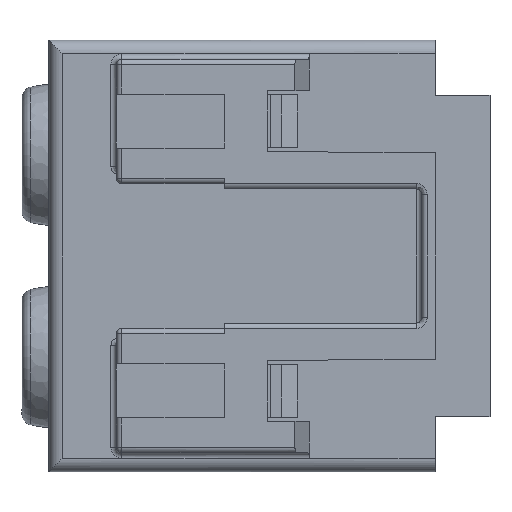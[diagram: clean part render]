
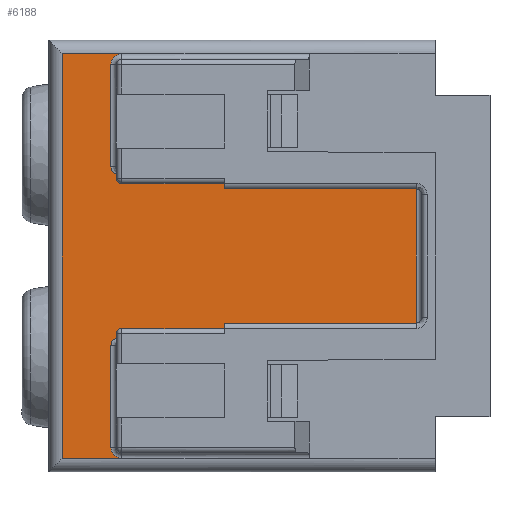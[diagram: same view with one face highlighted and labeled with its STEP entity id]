
A CAD part, left-side view. The second image highlights one B-rep face of the part: STEP entity #6188.
In plain terms, the highlighted planar face has unit normal (-1, 0, 0).
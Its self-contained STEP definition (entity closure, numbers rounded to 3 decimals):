
#116 = AXIS2_PLACEMENT_3D ( 'NONE', #7534, #7554, #7575 ) ;
#1598 = VERTEX_POINT ( 'NONE', #16981 ) ;
#1607 = VERTEX_POINT ( 'NONE', #16957 ) ;
#1636 = VERTEX_POINT ( 'NONE', #16963 ) ;
#1651 = VERTEX_POINT ( 'NONE', #16964 ) ;
#1795 = VERTEX_POINT ( 'NONE', #17163 ) ;
#1796 = VERTEX_POINT ( 'NONE', #17175 ) ;
#1797 = VERTEX_POINT ( 'NONE', #17169 ) ;
#1814 = VERTEX_POINT ( 'NONE', #17160 ) ;
#1829 = VERTEX_POINT ( 'NONE', #17153 ) ;
#1837 = VERTEX_POINT ( 'NONE', #17179 ) ;
#6188 = ADVANCED_FACE ( 'NONE', ( #7579 ), #7558, .F. ) ;
#7534 = CARTESIAN_POINT ( 'NONE',  ( 11.157, 42.85, -2.423 ) ) ;
#7554 = DIRECTION ( 'NONE',  ( 1., 0., 0. ) ) ;
#7558 = PLANE ( 'NONE',  #116 ) ;
#7575 = DIRECTION ( 'NONE',  ( 0., 0., -1. ) ) ;
#7579 = FACE_OUTER_BOUND ( 'NONE', #12205, .T. ) ;
#9006 = ORIENTED_EDGE ( 'NONE', *, *, #9351, .T. ) ;
#9015 = ORIENTED_EDGE ( 'NONE', *, *, #9345, .T. ) ;
#9024 = ORIENTED_EDGE ( 'NONE', *, *, #9382, .F. ) ;
#9026 = ORIENTED_EDGE ( 'NONE', *, *, #9383, .F. ) ;
#9043 = ORIENTED_EDGE ( 'NONE', *, *, #9394, .T. ) ;
#9045 = ORIENTED_EDGE ( 'NONE', *, *, #9761, .T. ) ;
#9265 = ORIENTED_EDGE ( 'NONE', *, *, #9375, .T. ) ;
#9285 = ORIENTED_EDGE ( 'NONE', *, *, #9553, .T. ) ;
#9286 = ORIENTED_EDGE ( 'NONE', *, *, #9366, .F. ) ;
#9287 = ORIENTED_EDGE ( 'NONE', *, *, #9770, .F. ) ;
#9295 = ORIENTED_EDGE ( 'NONE', *, *, #9389, .T. ) ;
#9312 = ORIENTED_EDGE ( 'NONE', *, *, #9398, .T. ) ;
#9313 = ORIENTED_EDGE ( 'NONE', *, *, #9602, .T. ) ;
#9329 = ORIENTED_EDGE ( 'NONE', *, *, #9763, .F. ) ;
#9336 = ORIENTED_EDGE ( 'NONE', *, *, #9350, .T. ) ;
#9339 = ORIENTED_EDGE ( 'NONE', *, *, #9349, .T. ) ;
#9345 = EDGE_CURVE ( 'NONE', #13768, #13767, #19759, .T. ) ;
#9349 = EDGE_CURVE ( 'NONE', #13747, #1796, #19824, .T. ) ;
#9350 = EDGE_CURVE ( 'NONE', #1796, #13768, #11145, .T. ) ;
#9351 = EDGE_CURVE ( 'NONE', #1837, #13771, #19828, .T. ) ;
#9366 = EDGE_CURVE ( 'NONE', #1837, #1814, #19860, .T. ) ;
#9375 = EDGE_CURVE ( 'NONE', #13737, #1829, #11297, .T. ) ;
#9382 = EDGE_CURVE ( 'NONE', #1795, #1607, #19911, .T. ) ;
#9383 = EDGE_CURVE ( 'NONE', #1797, #13771, #13512, .T. ) ;
#9389 = EDGE_CURVE ( 'NONE', #13772, #13747, #19890, .T. ) ;
#9394 = EDGE_CURVE ( 'NONE', #1829, #13772, #19955, .T. ) ;
#9398 = EDGE_CURVE ( 'NONE', #1797, #13737, #19954, .T. ) ;
#9553 = EDGE_CURVE ( 'NONE', #1598, #1607, #11896, .T. ) ;
#9602 = EDGE_CURVE ( 'NONE', #1651, #1636, #12320, .T. ) ;
#9761 = EDGE_CURVE ( 'NONE', #1795, #1814, #17290, .T. ) ;
#9763 = EDGE_CURVE ( 'NONE', #1651, #13767, #13495, .T. ) ;
#9770 = EDGE_CURVE ( 'NONE', #1598, #1636, #17329, .T. ) ;
#11142 = VECTOR ( 'NONE', #19861, 1000. ) ;
#11145 = CIRCLE ( 'NONE', #11273, 0.4 ) ;
#11148 = AXIS2_PLACEMENT_3D ( 'NONE', #19915, #19895, #19901 ) ;
#11164 = VECTOR ( 'NONE', #19817, 1000. ) ;
#11218 = VECTOR ( 'NONE', #19924, 1000. ) ;
#11228 = VECTOR ( 'NONE', #19961, 1000. ) ;
#11259 = VECTOR ( 'NONE', #19821, 1000. ) ;
#11273 = AXIS2_PLACEMENT_3D ( 'NONE', #19820, #19832, #19829 ) ;
#11297 = CIRCLE ( 'NONE', #11148, 0.4 ) ;
#11299 = VECTOR ( 'NONE', #19811, 1000. ) ;
#11330 = VECTOR ( 'NONE', #19964, 1000. ) ;
#11361 = VECTOR ( 'NONE', #19953, 1000. ) ;
#11896 = LINE ( 'NONE', #11969, #11921 ) ;
#11921 = VECTOR ( 'NONE', #11940, 1000. ) ;
#11940 = DIRECTION ( 'NONE',  ( 0., -1., 0. ) ) ;
#11969 = CARTESIAN_POINT ( 'NONE',  ( 11.157, 42.85, -12.971 ) ) ;
#11989 = VECTOR ( 'NONE', #12442, 1000. ) ;
#12205 = EDGE_LOOP ( 'NONE', ( #9285, #9024, #9045, #9286, #9006, #9026, #9312, #9265, #9043, #9295, #9339, #9336, #9015, #9329, #9313, #9287 ) ) ;
#12320 = LINE ( 'NONE', #12435, #11989 ) ;
#12435 = CARTESIAN_POINT ( 'NONE',  ( 11.157, 46.85, -13.173 ) ) ;
#12442 = DIRECTION ( 'NONE',  ( 0., -1., 0. ) ) ;
#12597 = VECTOR ( 'NONE', #17323, 1000. ) ;
#12681 = VECTOR ( 'NONE', #17273, 1000. ) ;
#13495 = B_SPLINE_CURVE_WITH_KNOTS ( 'NONE', 3,
 ( #17266, #17258, #17280, #17274 ),
 .UNSPECIFIED., .F., .F.,
 ( 4, 4 ),
 ( 0., 1. ),
 .UNSPECIFIED. ) ;
#13512 = B_SPLINE_CURVE_WITH_KNOTS ( 'NONE', 3,
 ( #19900, #19910, #19905, #19892 ),
 .UNSPECIFIED., .F., .F.,
 ( 4, 4 ),
 ( 0., 1. ),
 .UNSPECIFIED. ) ;
#13737 = VERTEX_POINT ( 'NONE', #17339 ) ;
#13747 = VERTEX_POINT ( 'NONE', #17313 ) ;
#13767 = VERTEX_POINT ( 'NONE', #17361 ) ;
#13768 = VERTEX_POINT ( 'NONE', #17366 ) ;
#13771 = VERTEX_POINT ( 'NONE', #17398 ) ;
#13772 = VERTEX_POINT ( 'NONE', #17389 ) ;
#16957 = CARTESIAN_POINT ( 'NONE',  ( 11.157, 29.73, -12.971 ) ) ;
#16963 = CARTESIAN_POINT ( 'NONE',  ( 11.157, 36.85, -13.173 ) ) ;
#16964 = CARTESIAN_POINT ( 'NONE',  ( 11.157, 40.65, -13.173 ) ) ;
#16981 = CARTESIAN_POINT ( 'NONE',  ( 11.157, 36.85, -12.971 ) ) ;
#17153 = CARTESIAN_POINT ( 'NONE',  ( 11.157, 40.65, -2.673 ) ) ;
#17160 = CARTESIAN_POINT ( 'NONE',  ( 11.157, 36.85, -7.375 ) ) ;
#17163 = CARTESIAN_POINT ( 'NONE',  ( 11.157, 29.73, -7.375 ) ) ;
#17169 = CARTESIAN_POINT ( 'NONE',  ( 11.157, 41.05, -6.857 ) ) ;
#17175 = CARTESIAN_POINT ( 'NONE',  ( 11.157, 40.65, -17.673 ) ) ;
#17179 = CARTESIAN_POINT ( 'NONE',  ( 11.157, 36.85, -7.173 ) ) ;
#17258 = CARTESIAN_POINT ( 'NONE',  ( 11.157, 40.84, -13.173 ) ) ;
#17260 = CARTESIAN_POINT ( 'NONE',  ( 11.157, 42.85, -7.375 ) ) ;
#17266 = CARTESIAN_POINT ( 'NONE',  ( 11.157, 40.65, -13.173 ) ) ;
#17273 = DIRECTION ( 'NONE',  ( 0., 1., 0. ) ) ;
#17274 = CARTESIAN_POINT ( 'NONE',  ( 11.157, 41.05, -13.489 ) ) ;
#17280 = CARTESIAN_POINT ( 'NONE',  ( 11.157, 41.05, -13.252 ) ) ;
#17290 = LINE ( 'NONE', #17260, #12681 ) ;
#17313 = CARTESIAN_POINT ( 'NONE',  ( 11.157, 42.849, -17.673 ) ) ;
#17317 = CARTESIAN_POINT ( 'NONE',  ( 11.157, 36.85, -2.423 ) ) ;
#17323 = DIRECTION ( 'NONE',  ( 0., 0., -1. ) ) ;
#17329 = LINE ( 'NONE', #17317, #12597 ) ;
#17339 = CARTESIAN_POINT ( 'NONE',  ( 11.157, 41.05, -3.073 ) ) ;
#17361 = CARTESIAN_POINT ( 'NONE',  ( 11.157, 41.05, -13.489 ) ) ;
#17366 = CARTESIAN_POINT ( 'NONE',  ( 11.157, 41.05, -17.273 ) ) ;
#17389 = CARTESIAN_POINT ( 'NONE',  ( 11.157, 42.849, -2.673 ) ) ;
#17398 = CARTESIAN_POINT ( 'NONE',  ( 11.157, 40.65, -7.173 ) ) ;
#19759 = LINE ( 'NONE', #19783, #11164 ) ;
#19783 = CARTESIAN_POINT ( 'NONE',  ( 11.157, 41.05, -2.423 ) ) ;
#19792 = CARTESIAN_POINT ( 'NONE',  ( 11.157, 40.85, -7.173 ) ) ;
#19811 = DIRECTION ( 'NONE',  ( 0., -1., 0. ) ) ;
#19817 = DIRECTION ( 'NONE',  ( 0., 0., 1. ) ) ;
#19820 = CARTESIAN_POINT ( 'NONE',  ( 11.157, 40.65, -17.273 ) ) ;
#19821 = DIRECTION ( 'NONE',  ( 0., 1., 0. ) ) ;
#19824 = LINE ( 'NONE', #19825, #11299 ) ;
#19825 = CARTESIAN_POINT ( 'NONE',  ( 11.157, 42.85, -17.673 ) ) ;
#19828 = LINE ( 'NONE', #19792, #11259 ) ;
#19829 = DIRECTION ( 'NONE',  ( 0., 0., -1. ) ) ;
#19832 = DIRECTION ( 'NONE',  ( 1., 0., 0. ) ) ;
#19841 = CARTESIAN_POINT ( 'NONE',  ( 11.157, 36.85, -2.423 ) ) ;
#19860 = LINE ( 'NONE', #19841, #11142 ) ;
#19861 = DIRECTION ( 'NONE',  ( 0., 0., -1. ) ) ;
#19890 = LINE ( 'NONE', #19923, #11228 ) ;
#19892 = CARTESIAN_POINT ( 'NONE',  ( 11.157, 40.65, -7.173 ) ) ;
#19894 = CARTESIAN_POINT ( 'NONE',  ( 11.157, 29.73, -2.423 ) ) ;
#19895 = DIRECTION ( 'NONE',  ( 1., 0., 0. ) ) ;
#19900 = CARTESIAN_POINT ( 'NONE',  ( 11.157, 41.05, -6.857 ) ) ;
#19901 = DIRECTION ( 'NONE',  ( 0., 0., -1. ) ) ;
#19905 = CARTESIAN_POINT ( 'NONE',  ( 11.157, 40.84, -7.173 ) ) ;
#19910 = CARTESIAN_POINT ( 'NONE',  ( 11.157, 41.05, -7.094 ) ) ;
#19911 = LINE ( 'NONE', #19894, #11218 ) ;
#19915 = CARTESIAN_POINT ( 'NONE',  ( 11.157, 40.65, -3.073 ) ) ;
#19923 = CARTESIAN_POINT ( 'NONE',  ( 11.157, 42.849, -18.173 ) ) ;
#19924 = DIRECTION ( 'NONE',  ( 0., 0., -1. ) ) ;
#19943 = CARTESIAN_POINT ( 'NONE',  ( 11.157, 43.349, -2.673 ) ) ;
#19945 = CARTESIAN_POINT ( 'NONE',  ( 11.157, 41.05, -3.073 ) ) ;
#19953 = DIRECTION ( 'NONE',  ( 0., 0., 1. ) ) ;
#19954 = LINE ( 'NONE', #19945, #11361 ) ;
#19955 = LINE ( 'NONE', #19943, #11330 ) ;
#19961 = DIRECTION ( 'NONE',  ( 0., 0., -1. ) ) ;
#19964 = DIRECTION ( 'NONE',  ( 0., 1., 0. ) ) ;
